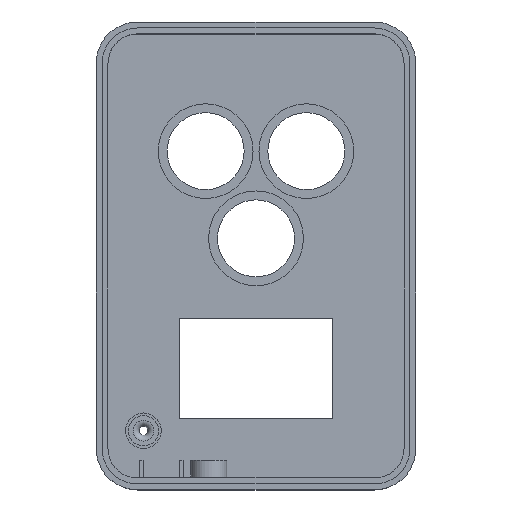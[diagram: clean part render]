
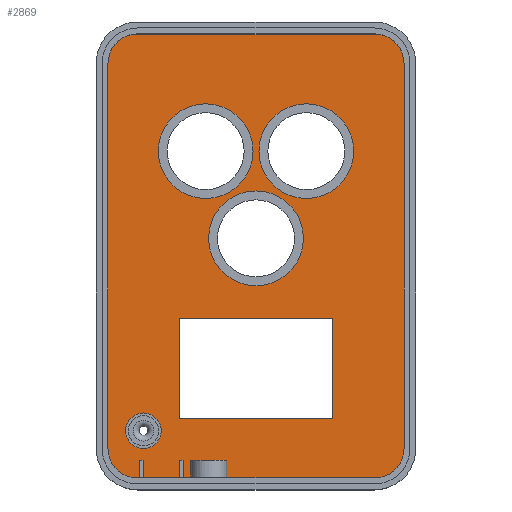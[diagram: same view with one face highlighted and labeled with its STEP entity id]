
A CAD part, top view. The second image highlights one B-rep face of the part: STEP entity #2869.
In plain terms, the highlighted planar face has unit normal (0, 0, 1).
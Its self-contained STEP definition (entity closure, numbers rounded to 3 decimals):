
#1342 = VERTEX_POINT('',#1343);
#1343 = CARTESIAN_POINT('',(13.,-27.5,2.));
#1349 = EDGE_CURVE('',#1350,#1342,#1352,.T.);
#1350 = VERTEX_POINT('',#1351);
#1351 = CARTESIAN_POINT('',(-13.,-27.5,2.));
#1352 = LINE('',#1353,#1354);
#1353 = CARTESIAN_POINT('',(-13.,-27.5,2.));
#1354 = VECTOR('',#1355,1.);
#1355 = DIRECTION('',(1.,0.,0.));
#1373 = VERTEX_POINT('',#1374);
#1374 = CARTESIAN_POINT('',(13.,-10.5,2.));
#1380 = EDGE_CURVE('',#1342,#1373,#1381,.T.);
#1381 = LINE('',#1382,#1383);
#1382 = CARTESIAN_POINT('',(13.,-27.5,2.));
#1383 = VECTOR('',#1384,1.);
#1384 = DIRECTION('',(0.,1.,0.));
#1397 = VERTEX_POINT('',#1398);
#1398 = CARTESIAN_POINT('',(-13.,-10.5,2.));
#1406 = EDGE_CURVE('',#1397,#1350,#1407,.T.);
#1407 = LINE('',#1408,#1409);
#1408 = CARTESIAN_POINT('',(-13.,-10.5,2.));
#1409 = VECTOR('',#1410,1.);
#1410 = DIRECTION('',(0.,-1.,0.));
#1421 = EDGE_CURVE('',#1373,#1397,#1422,.T.);
#1422 = LINE('',#1423,#1424);
#1423 = CARTESIAN_POINT('',(13.,-10.5,2.));
#1424 = VECTOR('',#1425,1.);
#1425 = DIRECTION('',(-1.,0.,0.));
#1498 = VERTEX_POINT('',#1499);
#1499 = CARTESIAN_POINT('',(-16.,-29.5,2.));
#1507 = EDGE_CURVE('',#1498,#1498,#1508,.T.);
#1508 = CIRCLE('',#1509,3.);
#1509 = AXIS2_PLACEMENT_3D('',#1510,#1511,#1512);
#1510 = CARTESIAN_POINT('',(-19.,-29.5,2.));
#1511 = DIRECTION('',(0.,0.,1.));
#1512 = DIRECTION('',(1.,0.,0.));
#2869 = ADVANCED_FACE('',(#2870,#2940,#2943,#2949,#2960,#2971),#2982,.T.
  );
#2870 = FACE_BOUND('',#2871,.T.);
#2871 = EDGE_LOOP('',(#2872,#2882,#2891,#2899,#2908,#2916,#2925,#2933));
#2872 = ORIENTED_EDGE('',*,*,#2873,.T.);
#2873 = EDGE_CURVE('',#2874,#2876,#2878,.T.);
#2874 = VERTEX_POINT('',#2875);
#2875 = CARTESIAN_POINT('',(-25.,32.5,2.));
#2876 = VERTEX_POINT('',#2877);
#2877 = CARTESIAN_POINT('',(-25.,-32.5,2.));
#2878 = LINE('',#2879,#2880);
#2879 = CARTESIAN_POINT('',(-25.,32.5,2.));
#2880 = VECTOR('',#2881,1.);
#2881 = DIRECTION('',(0.,-1.,0.));
#2882 = ORIENTED_EDGE('',*,*,#2883,.T.);
#2883 = EDGE_CURVE('',#2876,#2884,#2886,.T.);
#2884 = VERTEX_POINT('',#2885);
#2885 = CARTESIAN_POINT('',(-20.,-37.5,2.));
#2886 = CIRCLE('',#2887,5.);
#2887 = AXIS2_PLACEMENT_3D('',#2888,#2889,#2890);
#2888 = CARTESIAN_POINT('',(-20.,-32.5,2.));
#2889 = DIRECTION('',(0.,0.,1.));
#2890 = DIRECTION('',(1.,0.,0.));
#2891 = ORIENTED_EDGE('',*,*,#2892,.T.);
#2892 = EDGE_CURVE('',#2884,#2893,#2895,.T.);
#2893 = VERTEX_POINT('',#2894);
#2894 = CARTESIAN_POINT('',(20.,-37.5,2.));
#2895 = LINE('',#2896,#2897);
#2896 = CARTESIAN_POINT('',(-20.,-37.5,2.));
#2897 = VECTOR('',#2898,1.);
#2898 = DIRECTION('',(1.,0.,0.));
#2899 = ORIENTED_EDGE('',*,*,#2900,.T.);
#2900 = EDGE_CURVE('',#2893,#2901,#2903,.T.);
#2901 = VERTEX_POINT('',#2902);
#2902 = CARTESIAN_POINT('',(25.,-32.5,2.));
#2903 = CIRCLE('',#2904,5.);
#2904 = AXIS2_PLACEMENT_3D('',#2905,#2906,#2907);
#2905 = CARTESIAN_POINT('',(20.,-32.5,2.));
#2906 = DIRECTION('',(0.,0.,1.));
#2907 = DIRECTION('',(1.,0.,0.));
#2908 = ORIENTED_EDGE('',*,*,#2909,.T.);
#2909 = EDGE_CURVE('',#2901,#2910,#2912,.T.);
#2910 = VERTEX_POINT('',#2911);
#2911 = CARTESIAN_POINT('',(25.,32.5,2.));
#2912 = LINE('',#2913,#2914);
#2913 = CARTESIAN_POINT('',(25.,-32.5,2.));
#2914 = VECTOR('',#2915,1.);
#2915 = DIRECTION('',(0.,1.,0.));
#2916 = ORIENTED_EDGE('',*,*,#2917,.T.);
#2917 = EDGE_CURVE('',#2910,#2918,#2920,.T.);
#2918 = VERTEX_POINT('',#2919);
#2919 = CARTESIAN_POINT('',(20.,37.5,2.));
#2920 = CIRCLE('',#2921,5.);
#2921 = AXIS2_PLACEMENT_3D('',#2922,#2923,#2924);
#2922 = CARTESIAN_POINT('',(20.,32.5,2.));
#2923 = DIRECTION('',(0.,0.,1.));
#2924 = DIRECTION('',(1.,0.,0.));
#2925 = ORIENTED_EDGE('',*,*,#2926,.T.);
#2926 = EDGE_CURVE('',#2918,#2927,#2929,.T.);
#2927 = VERTEX_POINT('',#2928);
#2928 = CARTESIAN_POINT('',(-20.,37.5,2.));
#2929 = LINE('',#2930,#2931);
#2930 = CARTESIAN_POINT('',(20.,37.5,2.));
#2931 = VECTOR('',#2932,1.);
#2932 = DIRECTION('',(-1.,0.,0.));
#2933 = ORIENTED_EDGE('',*,*,#2934,.T.);
#2934 = EDGE_CURVE('',#2927,#2874,#2935,.T.);
#2935 = CIRCLE('',#2936,5.);
#2936 = AXIS2_PLACEMENT_3D('',#2937,#2938,#2939);
#2937 = CARTESIAN_POINT('',(-20.,32.5,2.));
#2938 = DIRECTION('',(0.,0.,1.));
#2939 = DIRECTION('',(1.,0.,0.));
#2940 = FACE_BOUND('',#2941,.T.);
#2941 = EDGE_LOOP('',(#2942));
#2942 = ORIENTED_EDGE('',*,*,#1507,.F.);
#2943 = FACE_BOUND('',#2944,.T.);
#2944 = EDGE_LOOP('',(#2945,#2946,#2947,#2948));
#2945 = ORIENTED_EDGE('',*,*,#1380,.F.);
#2946 = ORIENTED_EDGE('',*,*,#1349,.F.);
#2947 = ORIENTED_EDGE('',*,*,#1406,.F.);
#2948 = ORIENTED_EDGE('',*,*,#1421,.F.);
#2949 = FACE_BOUND('',#2950,.T.);
#2950 = EDGE_LOOP('',(#2951));
#2951 = ORIENTED_EDGE('',*,*,#2952,.F.);
#2952 = EDGE_CURVE('',#2953,#2953,#2955,.T.);
#2953 = VERTEX_POINT('',#2954);
#2954 = CARTESIAN_POINT('',(-0.5,17.722,2.));
#2955 = CIRCLE('',#2956,8.);
#2956 = AXIS2_PLACEMENT_3D('',#2957,#2958,#2959);
#2957 = CARTESIAN_POINT('',(-8.5,17.722,2.));
#2958 = DIRECTION('',(0.,0.,1.));
#2959 = DIRECTION('',(1.,0.,0.));
#2960 = FACE_BOUND('',#2961,.T.);
#2961 = EDGE_LOOP('',(#2962));
#2962 = ORIENTED_EDGE('',*,*,#2963,.F.);
#2963 = EDGE_CURVE('',#2964,#2964,#2966,.T.);
#2964 = VERTEX_POINT('',#2965);
#2965 = CARTESIAN_POINT('',(8.,3.,2.));
#2966 = CIRCLE('',#2967,8.);
#2967 = AXIS2_PLACEMENT_3D('',#2968,#2969,#2970);
#2968 = CARTESIAN_POINT('',(0.,3.,2.));
#2969 = DIRECTION('',(0.,0.,1.));
#2970 = DIRECTION('',(1.,0.,0.));
#2971 = FACE_BOUND('',#2972,.T.);
#2972 = EDGE_LOOP('',(#2973));
#2973 = ORIENTED_EDGE('',*,*,#2974,.F.);
#2974 = EDGE_CURVE('',#2975,#2975,#2977,.T.);
#2975 = VERTEX_POINT('',#2976);
#2976 = CARTESIAN_POINT('',(16.5,17.722,2.));
#2977 = CIRCLE('',#2978,8.);
#2978 = AXIS2_PLACEMENT_3D('',#2979,#2980,#2981);
#2979 = CARTESIAN_POINT('',(8.5,17.722,2.));
#2980 = DIRECTION('',(0.,0.,1.));
#2981 = DIRECTION('',(1.,0.,0.));
#2982 = PLANE('',#2983);
#2983 = AXIS2_PLACEMENT_3D('',#2984,#2985,#2986);
#2984 = CARTESIAN_POINT('',(0.,0.,2.));
#2985 = DIRECTION('',(0.,0.,1.));
#2986 = DIRECTION('',(1.,0.,0.));
